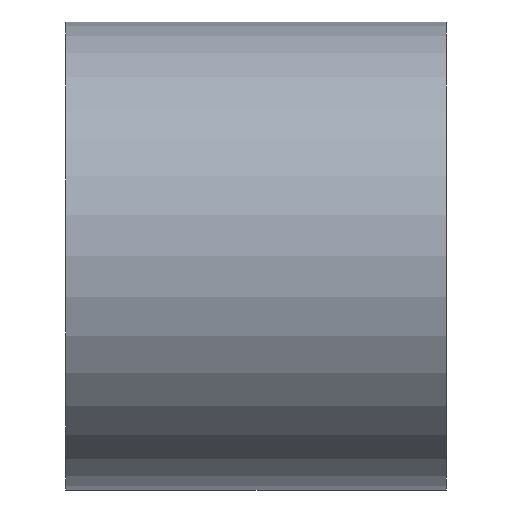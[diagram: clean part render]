
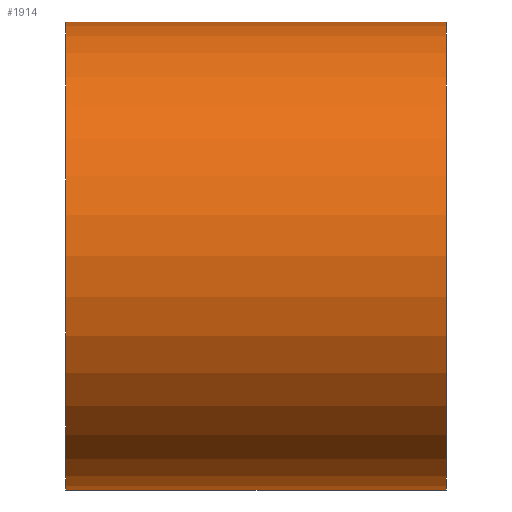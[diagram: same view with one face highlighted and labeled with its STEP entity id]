
A CAD part, front view. The second image highlights one B-rep face of the part: STEP entity #1914.
In plain terms, the highlighted cylindrical face has radius 50.8 mm (diameter 101.6 mm), a partial arc.
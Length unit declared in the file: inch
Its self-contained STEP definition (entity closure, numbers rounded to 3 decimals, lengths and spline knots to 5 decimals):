
#67 = AXIS2_PLACEMENT_3D ( 'NONE', #1061, #2210, #1657 ) ;
#119 = VERTEX_POINT ( 'NONE', #1788 ) ;
#133 = CIRCLE ( 'NONE', #2536, 2. ) ;
#209 = DIRECTION ( 'NONE',  ( -1., 0., 0. ) ) ;
#324 = ORIENTED_EDGE ( 'NONE', *, *, #847, .T. ) ;
#677 = LINE ( 'NONE', #992, #2769 ) ;
#847 = EDGE_CURVE ( 'NONE', #2151, #3623, #2812, .T. ) ;
#892 = CARTESIAN_POINT ( 'NONE',  ( 0., 0., 2. ) ) ;
#907 = CIRCLE ( 'NONE', #67, 2. ) ;
#992 = CARTESIAN_POINT ( 'NONE',  ( 0., 0., -2. ) ) ;
#1032 = VECTOR ( 'NONE', #1976, 39.37008 ) ;
#1061 = CARTESIAN_POINT ( 'NONE',  ( 0., 0., 0. ) ) ;
#1090 = FACE_OUTER_BOUND ( 'NONE', #3092, .T. ) ;
#1273 = EDGE_CURVE ( 'NONE', #3320, #119, #677, .T. ) ;
#1352 = DIRECTION ( 'NONE',  ( 0., 0., 1. ) ) ;
#1442 = EDGE_CURVE ( 'NONE', #3320, #2151, #133, .T. ) ;
#1554 = DIRECTION ( 'NONE',  ( -1., 0., 0. ) ) ;
#1657 = DIRECTION ( 'NONE',  ( 0., 0., 1. ) ) ;
#1706 = ORIENTED_EDGE ( 'NONE', *, *, #1442, .T. ) ;
#1788 = CARTESIAN_POINT ( 'NONE',  ( 0., 0., -2. ) ) ;
#1827 = CARTESIAN_POINT ( 'NONE',  ( 3.25, 0., 2. ) ) ;
#1852 = CARTESIAN_POINT ( 'NONE',  ( 3.25, 0., 0. ) ) ;
#1908 = DIRECTION ( 'NONE',  ( -1., 0., 0. ) ) ;
#1914 = ADVANCED_FACE ( 'NONE', ( #1090 ), #3141, .T. ) ;
#1976 = DIRECTION ( 'NONE',  ( -1., 0., 0. ) ) ;
#2151 = VERTEX_POINT ( 'NONE', #1827 ) ;
#2210 = DIRECTION ( 'NONE',  ( -1., 0., 0. ) ) ;
#2282 = CARTESIAN_POINT ( 'NONE',  ( 0., 0., 2. ) ) ;
#2444 = EDGE_CURVE ( 'NONE', #119, #3623, #907, .T. ) ;
#2486 = ORIENTED_EDGE ( 'NONE', *, *, #2444, .F. ) ;
#2536 = AXIS2_PLACEMENT_3D ( 'NONE', #1852, #1908, #3034 ) ;
#2594 = ORIENTED_EDGE ( 'NONE', *, *, #1273, .F. ) ;
#2769 = VECTOR ( 'NONE', #1554, 39.37008 ) ;
#2812 = LINE ( 'NONE', #892, #1032 ) ;
#3034 = DIRECTION ( 'NONE',  ( 0., 0., 1. ) ) ;
#3092 = EDGE_LOOP ( 'NONE', ( #2594, #1706, #324, #2486 ) ) ;
#3141 = CYLINDRICAL_SURFACE ( 'NONE', #3605, 2. ) ;
#3320 = VERTEX_POINT ( 'NONE', #3637 ) ;
#3605 = AXIS2_PLACEMENT_3D ( 'NONE', #3677, #209, #1352 ) ;
#3623 = VERTEX_POINT ( 'NONE', #2282 ) ;
#3637 = CARTESIAN_POINT ( 'NONE',  ( 3.25, 0., -2. ) ) ;
#3677 = CARTESIAN_POINT ( 'NONE',  ( 0., 0., 0. ) ) ;
